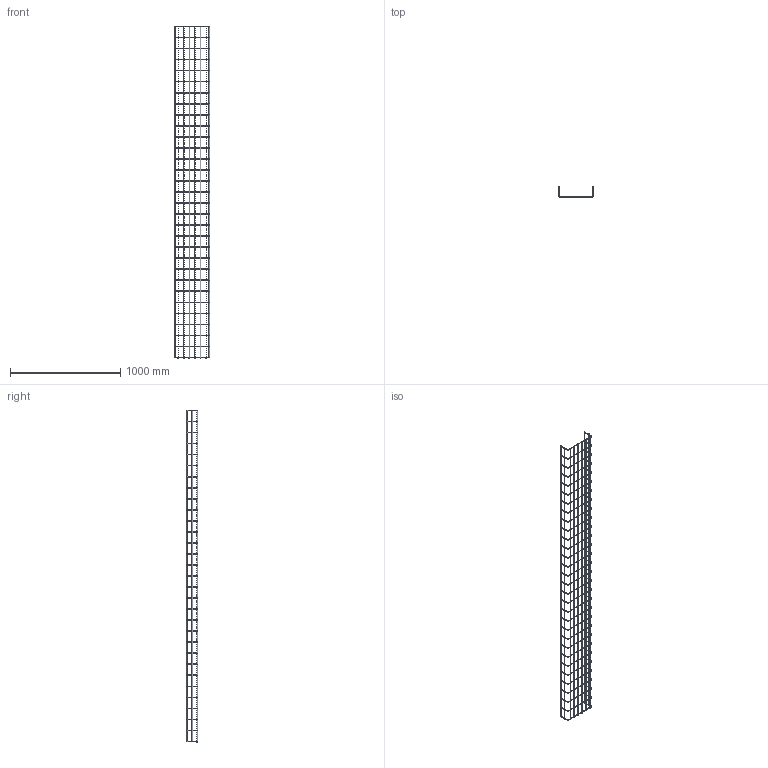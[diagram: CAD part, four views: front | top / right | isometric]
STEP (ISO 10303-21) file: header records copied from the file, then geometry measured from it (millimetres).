
FILE_DESCRIPTION (( 'STEP AP203' ), '1' );
FILE_NAME ('NE-30-100-300-3-50-INOX NESTA Ëîòîê ïðîâîëî÷íûé 100õ300õ3000-5,0 INOX IEK.STEP', '2022-11-11T12:02:56', ( '' ), ( '' ), 'SwSTEP 2.0', 'SolidWorks 2022', '' );
FILE_SCHEMA (( 'CONFIG_CONTROL_DESIGN' ));
Length unit declared in the file: millimetre
Products named in the file (1): NE-30-100-300-3-50-INOX NESTA Лоток проволочный 100х300х3000-5,0 INOX IEK
Bounding box: 318.01 x 100.26 x 3010 mm (x, y, z)
Volume: 880955.8 mm3; surface area: 706374.7 mm2
Topology: 41 solids, 41 shells, 712 faces, 1394 edges, 764 vertices
Faces by surface type: cylinder 382, torus 248, plane 82
Full cylindrical faces by diameter (mm): 5 x10
Entity records: 18109 total; most frequent: DIRECTION 3822, CARTESIAN_POINT 2861, ORIENTED_EDGE 2768, AXIS2_PLACEMENT_3D 1725, EDGE_CURVE 1384, CIRCLE 1012, VERTEX_POINT 764, FACE_OUTER_BOUND 722
